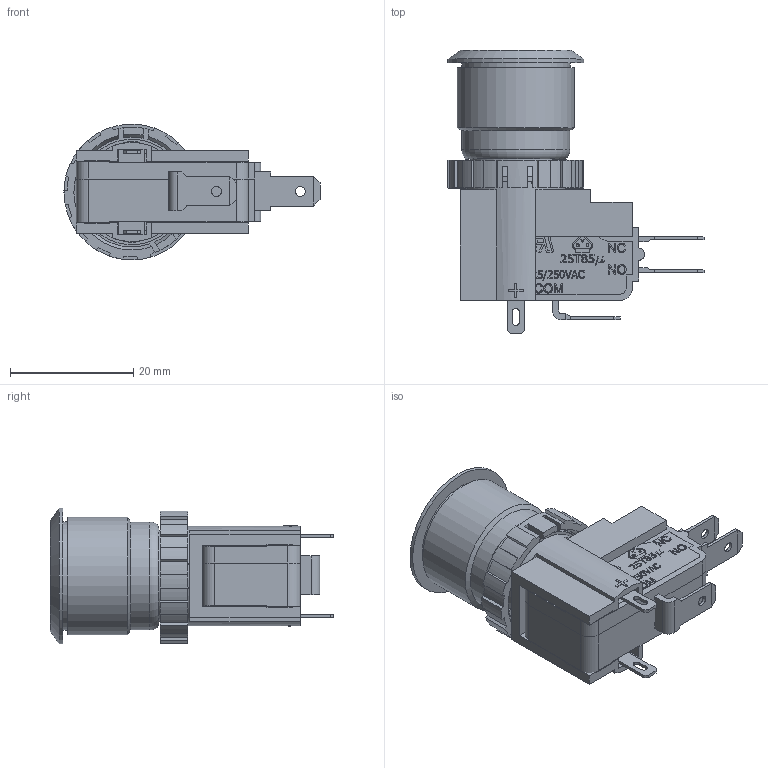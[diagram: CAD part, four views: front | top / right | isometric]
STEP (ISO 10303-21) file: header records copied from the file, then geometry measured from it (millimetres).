
FILE_DESCRIPTION(/* description */ (''),/* implementation_level */ '2;1');
FILE_NAME(/* name */ 'SAV4F1xxx5xx.stp',/* time_stamp */ '2020-08-05T10:45:16-05:00',/* author */ ('mwilliams'),/* organization */ (''),/* preprocessor_version */ 'ST-DEVELOPER v18',/* originating_system */ 'Autodesk Inventor 2020',/* authorisation */ '');
FILE_SCHEMA (('AUTOMOTIVE_DESIGN { 1 0 10303 214 3 1 1 }'));
Length unit declared in the file: inch
Products named in the file (1): T954000_Shrinkwrap_1
Bounding box: 41.5 x 45.9 x 22 mm (x, y, z)
Volume: 11792.5 mm3; surface area: 10775.2 mm2
Topology: 14 solids, 14 shells, 1139 faces, 3101 edges, 2046 vertices
Faces by surface type: plane 784, bspline 204, cylinder 141, cone 8, torus 2
Full cylindrical faces by diameter (mm): 1.6 x3, 3.1 x2, 13.3 x2, 14.7 x2, 15.5 x2, 17.5 x1, 17.6 x1, 19 x1, 22 x1
Entity records: 37839 total; most frequent: CARTESIAN_POINT 10008, ORIENTED_EDGE 6202, DIRECTION 4940, EDGE_CURVE 3101, LINE 2290, VECTOR 2290, VERTEX_POINT 2046, AXIS2_PLACEMENT_3D 1325
